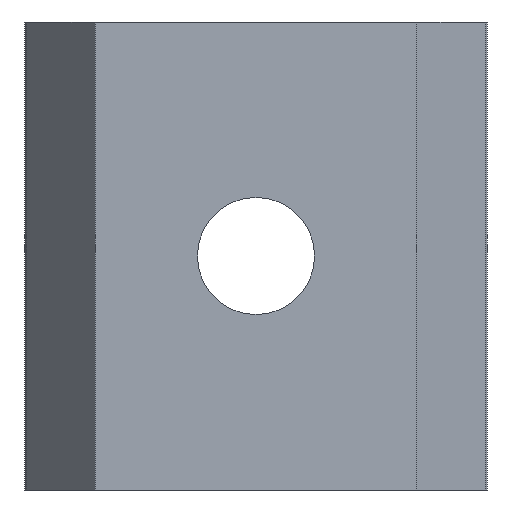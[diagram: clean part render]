
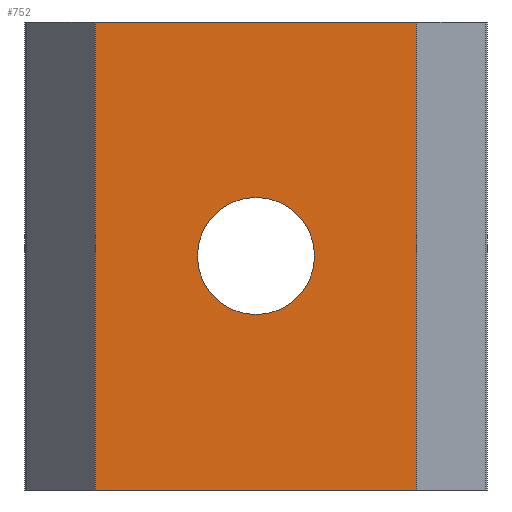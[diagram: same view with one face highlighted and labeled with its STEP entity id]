
A CAD part, front view. The second image highlights one B-rep face of the part: STEP entity #752.
In plain terms, the highlighted planar face has unit normal (0, -1, 0).
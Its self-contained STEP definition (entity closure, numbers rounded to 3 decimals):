
#15 = CARTESIAN_POINT ( 'NONE',  ( 5.5, -2.9, 8. ) ) ;
#27 = LINE ( 'NONE', #776, #267 ) ;
#52 = EDGE_CURVE ( 'NONE', #664, #471, #734, .T. ) ;
#58 = VECTOR ( 'NONE', #335, 1000. ) ;
#62 = ORIENTED_EDGE ( 'NONE', *, *, #429, .T. ) ;
#113 = ORIENTED_EDGE ( 'NONE', *, *, #116, .T. ) ;
#116 = EDGE_CURVE ( 'NONE', #356, #345, #496, .T. ) ;
#121 = EDGE_CURVE ( 'NONE', #284, #549, #330, .T. ) ;
#134 = CARTESIAN_POINT ( 'NONE',  ( -5.5, -2.9, -8. ) ) ;
#137 = FACE_OUTER_BOUND ( 'NONE', #221, .T. ) ;
#150 = ORIENTED_EDGE ( 'NONE', *, *, #52, .F. ) ;
#157 = AXIS2_PLACEMENT_3D ( 'NONE', #587, #502, #419 ) ;
#201 = CIRCLE ( 'NONE', #294, 2. ) ;
#204 = FACE_BOUND ( 'NONE', #515, .T. ) ;
#215 = CARTESIAN_POINT ( 'NONE',  ( -2., -2.9, 0. ) ) ;
#218 = CARTESIAN_POINT ( 'NONE',  ( 5.5, -2.9, -8. ) ) ;
#221 = EDGE_LOOP ( 'NONE', ( #113, #424, #150, #461 ) ) ;
#252 = AXIS2_PLACEMENT_3D ( 'NONE', #831, #737, #648 ) ;
#267 = VECTOR ( 'NONE', #681, 1000. ) ;
#284 = VERTEX_POINT ( 'NONE', #215 ) ;
#294 = AXIS2_PLACEMENT_3D ( 'NONE', #305, #534, #456 ) ;
#305 = CARTESIAN_POINT ( 'NONE',  ( 0., -2.9, 0. ) ) ;
#330 = CIRCLE ( 'NONE', #252, 2. ) ;
#335 = DIRECTION ( 'NONE',  ( 1., 0., 0. ) ) ;
#343 = CARTESIAN_POINT ( 'NONE',  ( -5.5, -2.9, 8. ) ) ;
#345 = VERTEX_POINT ( 'NONE', #218 ) ;
#356 = VERTEX_POINT ( 'NONE', #134 ) ;
#391 = DIRECTION ( 'NONE',  ( 0., 0., -1. ) ) ;
#412 = ORIENTED_EDGE ( 'NONE', *, *, #121, .T. ) ;
#414 = CARTESIAN_POINT ( 'NONE',  ( 5.5, -2.9, -8. ) ) ;
#419 = DIRECTION ( 'NONE',  ( -1., 0., 0. ) ) ;
#423 = EDGE_CURVE ( 'NONE', #471, #345, #642, .T. ) ;
#424 = ORIENTED_EDGE ( 'NONE', *, *, #423, .F. ) ;
#429 = EDGE_CURVE ( 'NONE', #549, #284, #201, .T. ) ;
#456 = DIRECTION ( 'NONE',  ( -1., 0., 0. ) ) ;
#461 = ORIENTED_EDGE ( 'NONE', *, *, #696, .T. ) ;
#471 = VERTEX_POINT ( 'NONE', #15 ) ;
#472 = CARTESIAN_POINT ( 'NONE',  ( 5.5, -2.9, 8. ) ) ;
#496 = LINE ( 'NONE', #414, #58 ) ;
#502 = DIRECTION ( 'NONE',  ( 0., 1., 0. ) ) ;
#515 = EDGE_LOOP ( 'NONE', ( #412, #62 ) ) ;
#523 = VECTOR ( 'NONE', #391, 1000. ) ;
#534 = DIRECTION ( 'NONE',  ( 0., 1., 0. ) ) ;
#549 = VERTEX_POINT ( 'NONE', #788 ) ;
#554 = DIRECTION ( 'NONE',  ( 1., 0., 0. ) ) ;
#587 = CARTESIAN_POINT ( 'NONE',  ( 5.5, -2.9, 8. ) ) ;
#642 = LINE ( 'NONE', #472, #523 ) ;
#643 = CARTESIAN_POINT ( 'NONE',  ( 5.5, -2.9, 8. ) ) ;
#648 = DIRECTION ( 'NONE',  ( -1., 0., 0. ) ) ;
#664 = VERTEX_POINT ( 'NONE', #343 ) ;
#672 = PLANE ( 'NONE',  #157 ) ;
#681 = DIRECTION ( 'NONE',  ( 0., 0., -1. ) ) ;
#696 = EDGE_CURVE ( 'NONE', #664, #356, #27, .T. ) ;
#714 = VECTOR ( 'NONE', #554, 1000. ) ;
#734 = LINE ( 'NONE', #643, #714 ) ;
#737 = DIRECTION ( 'NONE',  ( 0., 1., 0. ) ) ;
#752 = ADVANCED_FACE ( 'NONE', ( #204, #137 ), #672, .F. ) ;
#776 = CARTESIAN_POINT ( 'NONE',  ( -5.5, -2.9, 8. ) ) ;
#788 = CARTESIAN_POINT ( 'NONE',  ( 2., -2.9, 0. ) ) ;
#831 = CARTESIAN_POINT ( 'NONE',  ( 0., -2.9, 0. ) ) ;
